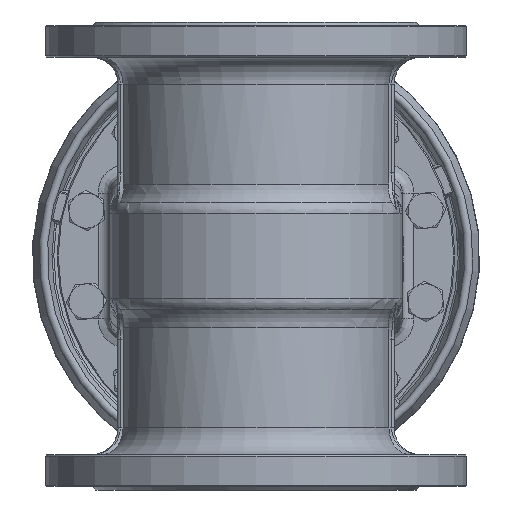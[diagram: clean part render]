
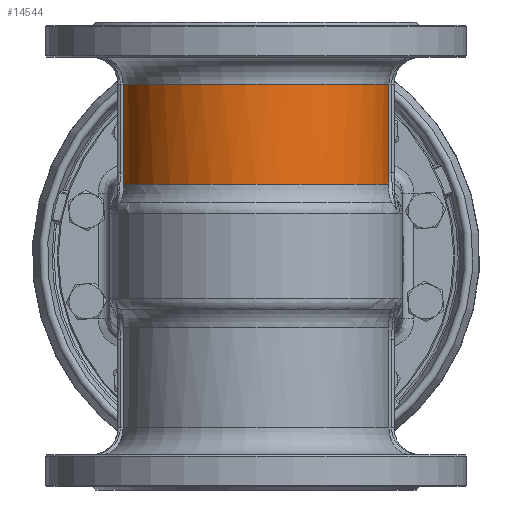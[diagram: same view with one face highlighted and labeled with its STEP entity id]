
A CAD part, front view. The second image highlights one B-rep face of the part: STEP entity #14544.
In plain terms, the highlighted cylindrical face has radius 115 mm (diameter 230 mm), a partial arc.
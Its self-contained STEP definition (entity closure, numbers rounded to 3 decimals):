
#1162=B_SPLINE_CURVE_WITH_KNOTS('',3,(#25653,#25654,#25655,#25656,#25657,
#25658),.UNSPECIFIED.,.F.,.F.,(4,2,4),(0.,0.468,1.079),
 .UNSPECIFIED.);
#1176=B_SPLINE_CURVE_WITH_KNOTS('',3,(#25822,#25823,#25824,#25825,#25826,
#25827,#25828,#25829),.UNSPECIFIED.,.F.,.F.,(4,2,2,4),(2.396,
2.418,2.942,3.475),.UNSPECIFIED.);
#1882=LINE('',#25605,#2633);
#1889=LINE('',#25819,#2640);
#2633=VECTOR('',#18947,10.);
#2640=VECTOR('',#18974,10.);
#3030=CYLINDRICAL_SURFACE('',#15990,115.);
#3561=FACE_OUTER_BOUND('',#4482,.T.);
#4482=EDGE_LOOP('',(#11355,#11356,#11357,#11358,#11359,#11360));
#5354=CIRCLE('',#15988,115.);
#5355=CIRCLE('',#15991,115.);
#6447=VERTEX_POINT('',#25587);
#6448=VERTEX_POINT('',#25604);
#6449=VERTEX_POINT('',#25652);
#6452=VERTEX_POINT('',#25728);
#6461=VERTEX_POINT('',#25814);
#6462=VERTEX_POINT('',#25821);
#8159=EDGE_CURVE('',#6447,#6448,#1882,.T.);
#8161=EDGE_CURVE('',#6448,#6449,#1162,.T.);
#8183=EDGE_CURVE('',#6447,#6452,#5354,.T.);
#8185=EDGE_CURVE('',#6452,#6461,#1889,.T.);
#8186=EDGE_CURVE('',#6462,#6461,#1176,.T.);
#8187=EDGE_CURVE('',#6462,#6449,#5355,.T.);
#11355=ORIENTED_EDGE('',*,*,#8183,.T.);
#11356=ORIENTED_EDGE('',*,*,#8185,.T.);
#11357=ORIENTED_EDGE('',*,*,#8186,.F.);
#11358=ORIENTED_EDGE('',*,*,#8187,.T.);
#11359=ORIENTED_EDGE('',*,*,#8161,.F.);
#11360=ORIENTED_EDGE('',*,*,#8159,.F.);
#14544=ADVANCED_FACE('',(#3561),#3030,.T.);
#15988=AXIS2_PLACEMENT_3D('',#25812,#18970,#18971);
#15990=AXIS2_PLACEMENT_3D('',#25820,#18975,#18976);
#15991=AXIS2_PLACEMENT_3D('',#25830,#18977,#18978);
#18947=DIRECTION('',(0.,0.,-1.));
#18970=DIRECTION('center_axis',(0.,0.,-1.));
#18971=DIRECTION('ref_axis',(0.,-1.,0.));
#18974=DIRECTION('',(0.,0.,-1.));
#18975=DIRECTION('center_axis',(0.,0.,1.));
#18976=DIRECTION('ref_axis',(1.,0.,0.));
#18977=DIRECTION('center_axis',(0.,0.,1.));
#18978=DIRECTION('ref_axis',(0.,-1.,0.));
#25587=CARTESIAN_POINT('',(113.661,-17.5,347.));
#25604=CARTESIAN_POINT('',(113.661,-17.5,271.717));
#25605=CARTESIAN_POINT('',(113.661,-17.5,370.));
#25652=CARTESIAN_POINT('',(113.275,-19.842,261.298));
#25653=CARTESIAN_POINT('Ctrl Pts',(113.661,-17.5,271.717));
#25654=CARTESIAN_POINT('Ctrl Pts',(113.661,-17.5,270.155));
#25655=CARTESIAN_POINT('Ctrl Pts',(113.638,-17.649,268.596));
#25656=CARTESIAN_POINT('Ctrl Pts',(113.53,-18.334,265.066));
#25657=CARTESIAN_POINT('Ctrl Pts',(113.428,-18.971,263.124));
#25658=CARTESIAN_POINT('Ctrl Pts',(113.275,-19.842,261.298));
#25728=CARTESIAN_POINT('',(-113.661,-17.5,347.));
#25812=CARTESIAN_POINT('Origin',(0.,0.,347.));
#25814=CARTESIAN_POINT('',(-113.661,-17.5,271.717));
#25819=CARTESIAN_POINT('',(-113.661,-17.5,370.));
#25820=CARTESIAN_POINT('Origin',(0.,0.,370.));
#25821=CARTESIAN_POINT('',(-113.275,-19.842,261.298));
#25822=CARTESIAN_POINT('Ctrl Pts',(-113.275,-19.842,261.298));
#25823=CARTESIAN_POINT('Ctrl Pts',(-113.281,-19.81,
261.365));
#25824=CARTESIAN_POINT('Ctrl Pts',(-113.286,-19.778,
261.432));
#25825=CARTESIAN_POINT('Ctrl Pts',(-113.42,-19.013,
263.075));
#25826=CARTESIAN_POINT('Ctrl Pts',(-113.51,-18.454,
264.733));
#25827=CARTESIAN_POINT('Ctrl Pts',(-113.631,-17.693,
268.167));
#25828=CARTESIAN_POINT('Ctrl Pts',(-113.661,-17.5,269.94));
#25829=CARTESIAN_POINT('Ctrl Pts',(-113.661,-17.5,271.717));
#25830=CARTESIAN_POINT('Origin',(0.,0.,261.298));
